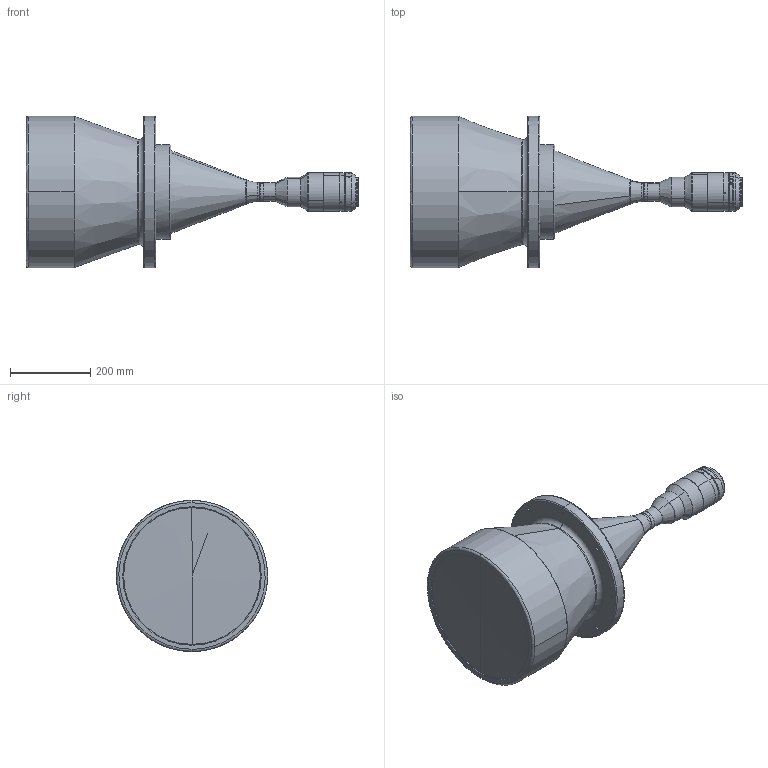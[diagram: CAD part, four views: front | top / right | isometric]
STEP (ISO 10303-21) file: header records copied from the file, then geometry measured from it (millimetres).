
FILE_DESCRIPTION (( 'STEP AP203' ), '1' );
FILE_NAME ('DTCM150M-300-M72-19.5-AL.STEP', '2021-01-21T03:55:59', ( '' ), ( '' ), 'SwSTEP 2.0', 'SolidWorks 2017', '' );
FILE_SCHEMA (( 'CONFIG_CONTROL_DESIGN' ));
Length unit declared in the file: millimetre
Products named in the file (1): DTCM150M-300-M72-19.5-AL
Bounding box: 825.46 x 376 x 376 mm (x, y, z)
Volume: 35726686.9 mm3; surface area: 789091.8 mm2
Topology: 1 solids, 5 shells, 170 faces, 403 edges, 255 vertices
Faces by surface type: cylinder 72, cone 50, plane 24, bspline 20, torus 4
Entity records: 5754 total; most frequent: CARTESIAN_POINT 1826, DIRECTION 819, ORIENTED_EDGE 802, EDGE_CURVE 401, AXIS2_PLACEMENT_3D 352, VERTEX_POINT 255, EDGE_LOOP 202, CIRCLE 201
